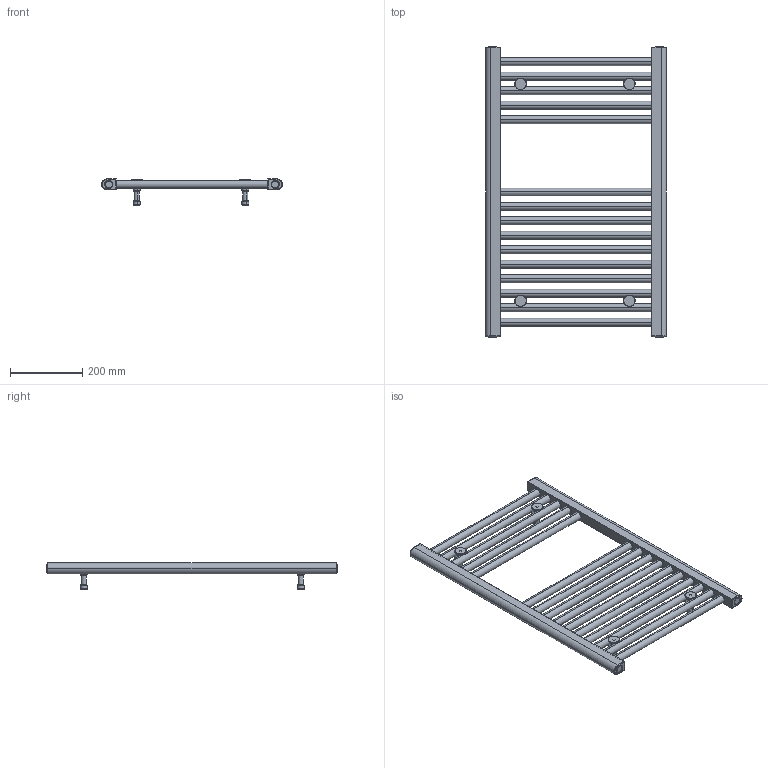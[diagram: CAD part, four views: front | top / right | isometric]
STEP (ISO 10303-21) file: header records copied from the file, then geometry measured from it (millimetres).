
FILE_DESCRIPTION (( 'STEP AP214' ), '1' );
FILE_NAME ('EM8005_STEP_V10321.STEP', '2021-03-25T11:46:19', ( '' ), ( '' ), 'SwSTEP 2.0', 'SolidWorks 2019', '' );
FILE_SCHEMA (( 'AUTOMOTIVE_DESIGN' ));
Length unit declared in the file: millimetre
Products named in the file (9): Mounting assembly; Wall mount; EM8005_STEP_V10321; Rounds_Back; EMBER TOWEL RAILS_EM8005; Rounds_Front
Assembly tree (17 placements, depth 3):
  EM8005_STEP_V10321
    EMBER TOWEL RAILS_EM8005
    Mounting assembly
      Rounds_Front
      Rounds_Back
      Wall mount
    Mounting assembly
      Rounds_Front
      Rounds_Back
      Wall mount
    Mounting assembly
      Rounds_Front
      Rounds_Back
      Wall mount
    Mounting assembly
      Rounds_Front
      Rounds_Back
      Wall mount
Bounding box: 500 x 802 x 72 mm (x, y, z)
Volume: 1250360.8 mm3; surface area: 1201012.7 mm2
Topology: 17 solids, 17 shells, 652 faces, 1504 edges, 908 vertices
Faces by surface type: cylinder 284, torus 232, plane 76, cone 36, bspline 24
Entity records: 13550 total; most frequent: CARTESIAN_POINT 4581, DIRECTION 2070, ORIENTED_EDGE 1676, AXIS2_PLACEMENT_3D 934, EDGE_CURVE 838, CIRCLE 546, VERTEX_POINT 500, EDGE_LOOP 450
